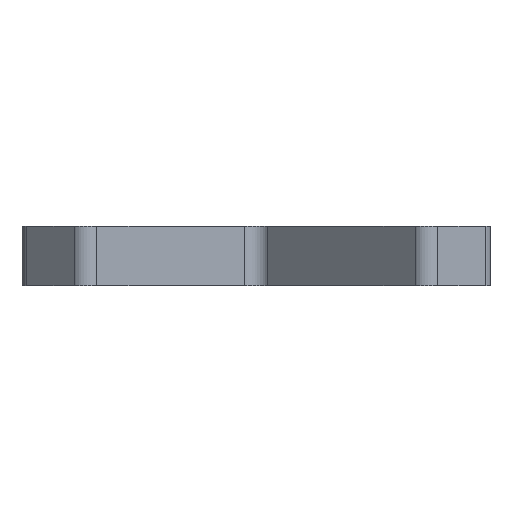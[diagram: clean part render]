
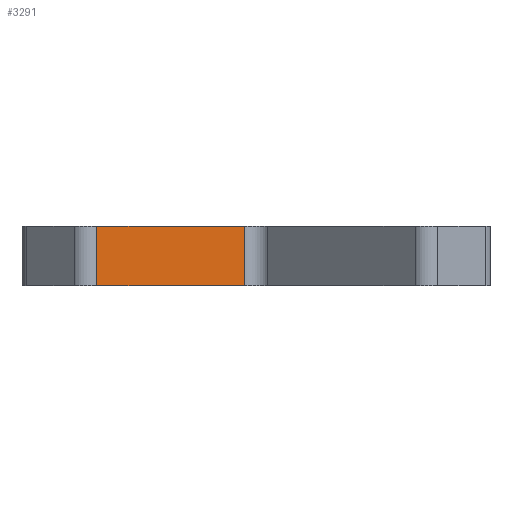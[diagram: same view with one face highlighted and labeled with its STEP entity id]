
A CAD part, front view. The second image highlights one B-rep face of the part: STEP entity #3291.
In plain terms, the highlighted planar face has unit normal (0.707, -0.707, 0).
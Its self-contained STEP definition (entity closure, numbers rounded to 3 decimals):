
#1185 = PLANE('',#1186);
#1186 = AXIS2_PLACEMENT_3D('',#1187,#1188,#1189);
#1187 = CARTESIAN_POINT('',(0.,0.,-8.8
    ));
#1188 = DIRECTION('',(0.,0.,-1.));
#1189 = DIRECTION('',(0.,-1.,0.));
#1822 = PLANE('',#1823);
#1823 = AXIS2_PLACEMENT_3D('',#1824,#1825,#1826);
#1824 = CARTESIAN_POINT('',(0.,0.,6.2)
  );
#1825 = DIRECTION('',(0.,0.,-1.));
#1826 = DIRECTION('',(0.,-1.,0.));
#2455 = VERTEX_POINT('',#2456);
#2456 = CARTESIAN_POINT('',(-2.828,-20.506,-8.8));
#2471 = CYLINDRICAL_SURFACE('',#2472,4.);
#2472 = AXIS2_PLACEMENT_3D('',#2473,#2474,#2475);
#2473 = CARTESIAN_POINT('',(0.,-23.335,-8.8));
#2474 = DIRECTION('',(0.,0.,1.));
#2475 = DIRECTION('',(-0.707,0.707,0.));
#2483 = EDGE_CURVE('',#2455,#2484,#2486,.T.);
#2484 = VERTEX_POINT('',#2485);
#2485 = CARTESIAN_POINT('',(-40.093,-57.771,-8.8));
#2486 = SURFACE_CURVE('',#2487,(#2491,#2498),.PCURVE_S1.);
#2487 = LINE('',#2488,#2489);
#2488 = CARTESIAN_POINT('',(0.,-17.678,-8.8));
#2489 = VECTOR('',#2490,1.);
#2490 = DIRECTION('',(-0.707,-0.707,0.));
#2491 = PCURVE('',#1185,#2492);
#2492 = DEFINITIONAL_REPRESENTATION('',(#2493),#2497);
#2493 = LINE('',#2494,#2495);
#2494 = CARTESIAN_POINT('',(17.678,0.));
#2495 = VECTOR('',#2496,1.);
#2496 = DIRECTION('',(0.707,0.707));
#2497 = ( GEOMETRIC_REPRESENTATION_CONTEXT(2) 
PARAMETRIC_REPRESENTATION_CONTEXT() REPRESENTATION_CONTEXT('2D SPACE',''
  ) );
#2498 = PCURVE('',#2499,#2504);
#2499 = PLANE('',#2500);
#2500 = AXIS2_PLACEMENT_3D('',#2501,#2502,#2503);
#2501 = CARTESIAN_POINT('',(0.,-17.678,-8.8));
#2502 = DIRECTION('',(0.707,-0.707,0.));
#2503 = DIRECTION('',(-0.707,-0.707,0.));
#2504 = DEFINITIONAL_REPRESENTATION('',(#2505),#2509);
#2505 = LINE('',#2506,#2507);
#2506 = CARTESIAN_POINT('',(0.,0.));
#2507 = VECTOR('',#2508,1.);
#2508 = DIRECTION('',(1.,-0.));
#2509 = ( GEOMETRIC_REPRESENTATION_CONTEXT(2) 
PARAMETRIC_REPRESENTATION_CONTEXT() REPRESENTATION_CONTEXT('2D SPACE',''
  ) );
#2532 = CYLINDRICAL_SURFACE('',#2533,4.);
#2533 = AXIS2_PLACEMENT_3D('',#2534,#2535,#2536);
#2534 = CARTESIAN_POINT('',(-42.921,-54.942,-8.8));
#2535 = DIRECTION('',(0.,0.,1.));
#2536 = DIRECTION('',(-0.707,-0.707,0.));
#2982 = VERTEX_POINT('',#2983);
#2983 = CARTESIAN_POINT('',(-2.828,-20.506,6.2));
#3005 = EDGE_CURVE('',#2982,#3006,#3008,.T.);
#3006 = VERTEX_POINT('',#3007);
#3007 = CARTESIAN_POINT('',(-40.093,-57.771,6.2));
#3008 = SURFACE_CURVE('',#3009,(#3013,#3020),.PCURVE_S1.);
#3009 = LINE('',#3010,#3011);
#3010 = CARTESIAN_POINT('',(0.,-17.678,6.2));
#3011 = VECTOR('',#3012,1.);
#3012 = DIRECTION('',(-0.707,-0.707,0.));
#3013 = PCURVE('',#1822,#3014);
#3014 = DEFINITIONAL_REPRESENTATION('',(#3015),#3019);
#3015 = LINE('',#3016,#3017);
#3016 = CARTESIAN_POINT('',(17.678,0.));
#3017 = VECTOR('',#3018,1.);
#3018 = DIRECTION('',(0.707,0.707));
#3019 = ( GEOMETRIC_REPRESENTATION_CONTEXT(2) 
PARAMETRIC_REPRESENTATION_CONTEXT() REPRESENTATION_CONTEXT('2D SPACE',''
  ) );
#3020 = PCURVE('',#2499,#3021);
#3021 = DEFINITIONAL_REPRESENTATION('',(#3022),#3026);
#3022 = LINE('',#3023,#3024);
#3023 = CARTESIAN_POINT('',(0.,-15.));
#3024 = VECTOR('',#3025,1.);
#3025 = DIRECTION('',(1.,-0.));
#3026 = ( GEOMETRIC_REPRESENTATION_CONTEXT(2) 
PARAMETRIC_REPRESENTATION_CONTEXT() REPRESENTATION_CONTEXT('2D SPACE',''
  ) );
#3269 = EDGE_CURVE('',#2484,#3006,#3270,.T.);
#3270 = SURFACE_CURVE('',#3271,(#3275,#3282),.PCURVE_S1.);
#3271 = LINE('',#3272,#3273);
#3272 = CARTESIAN_POINT('',(-40.093,-57.771,-8.8));
#3273 = VECTOR('',#3274,1.);
#3274 = DIRECTION('',(0.,0.,1.));
#3275 = PCURVE('',#2532,#3276);
#3276 = DEFINITIONAL_REPRESENTATION('',(#3277),#3281);
#3277 = LINE('',#3278,#3279);
#3278 = CARTESIAN_POINT('',(1.571,0.));
#3279 = VECTOR('',#3280,1.);
#3280 = DIRECTION('',(0.,1.));
#3281 = ( GEOMETRIC_REPRESENTATION_CONTEXT(2) 
PARAMETRIC_REPRESENTATION_CONTEXT() REPRESENTATION_CONTEXT('2D SPACE',''
  ) );
#3282 = PCURVE('',#2499,#3283);
#3283 = DEFINITIONAL_REPRESENTATION('',(#3284),#3288);
#3284 = LINE('',#3285,#3286);
#3285 = CARTESIAN_POINT('',(56.7,-0.));
#3286 = VECTOR('',#3287,1.);
#3287 = DIRECTION('',(0.,-1.));
#3288 = ( GEOMETRIC_REPRESENTATION_CONTEXT(2) 
PARAMETRIC_REPRESENTATION_CONTEXT() REPRESENTATION_CONTEXT('2D SPACE',''
  ) );
#3291 = ADVANCED_FACE('',(#3292),#2499,.T.);
#3292 = FACE_BOUND('',#3293,.T.);
#3293 = EDGE_LOOP('',(#3294,#3295,#3316,#3317));
#3294 = ORIENTED_EDGE('',*,*,#2483,.F.);
#3295 = ORIENTED_EDGE('',*,*,#3296,.T.);
#3296 = EDGE_CURVE('',#2455,#2982,#3297,.T.);
#3297 = SURFACE_CURVE('',#3298,(#3302,#3309),.PCURVE_S1.);
#3298 = LINE('',#3299,#3300);
#3299 = CARTESIAN_POINT('',(-2.828,-20.506,-8.8));
#3300 = VECTOR('',#3301,1.);
#3301 = DIRECTION('',(0.,0.,1.));
#3302 = PCURVE('',#2499,#3303);
#3303 = DEFINITIONAL_REPRESENTATION('',(#3304),#3308);
#3304 = LINE('',#3305,#3306);
#3305 = CARTESIAN_POINT('',(4.,-0.));
#3306 = VECTOR('',#3307,1.);
#3307 = DIRECTION('',(0.,-1.));
#3308 = ( GEOMETRIC_REPRESENTATION_CONTEXT(2) 
PARAMETRIC_REPRESENTATION_CONTEXT() REPRESENTATION_CONTEXT('2D SPACE',''
  ) );
#3309 = PCURVE('',#2471,#3310);
#3310 = DEFINITIONAL_REPRESENTATION('',(#3311),#3315);
#3311 = LINE('',#3312,#3313);
#3312 = CARTESIAN_POINT('',(-0.,0.));
#3313 = VECTOR('',#3314,1.);
#3314 = DIRECTION('',(-0.,1.));
#3315 = ( GEOMETRIC_REPRESENTATION_CONTEXT(2) 
PARAMETRIC_REPRESENTATION_CONTEXT() REPRESENTATION_CONTEXT('2D SPACE',''
  ) );
#3316 = ORIENTED_EDGE('',*,*,#3005,.T.);
#3317 = ORIENTED_EDGE('',*,*,#3269,.F.);
